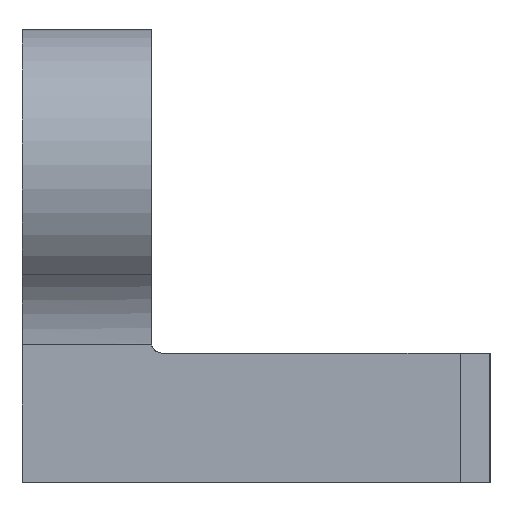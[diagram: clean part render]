
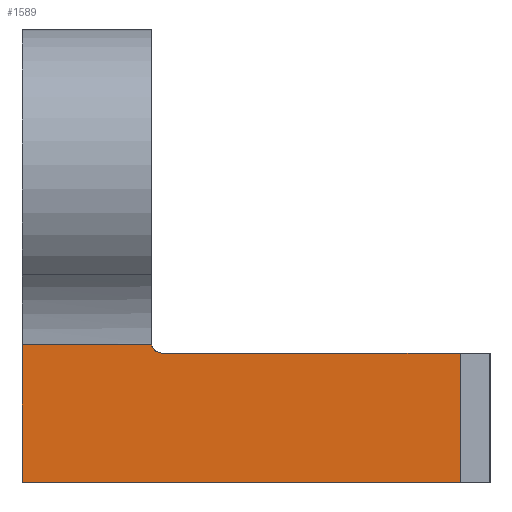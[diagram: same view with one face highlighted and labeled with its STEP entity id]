
A CAD part, left-side view. The second image highlights one B-rep face of the part: STEP entity #1589.
In plain terms, the highlighted planar face has unit normal (-1, 0, 0).
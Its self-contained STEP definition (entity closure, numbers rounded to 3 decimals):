
#11 = CARTESIAN_POINT ( 'NONE',  ( -7.5, 37., -31. ) ) ;
#50 = CARTESIAN_POINT ( 'NONE',  ( -7.5, -7., -18. ) ) ;
#65 = VERTEX_POINT ( 'NONE', #686 ) ;
#83 = VECTOR ( 'NONE', #1624, 1000. ) ;
#101 = EDGE_CURVE ( 'NONE', #368, #147, #476, .T. ) ;
#147 = VERTEX_POINT ( 'NONE', #50 ) ;
#162 = DIRECTION ( 'NONE',  ( 0., 1., 0. ) ) ;
#205 = DIRECTION ( 'NONE',  ( 0., 1., 0. ) ) ;
#247 = CARTESIAN_POINT ( 'NONE',  ( -7.5, 23., -17. ) ) ;
#283 = VECTOR ( 'NONE', #205, 1000. ) ;
#341 = CARTESIAN_POINT ( 'NONE',  ( -7.5, 23.989, -17.146 ) ) ;
#368 = VERTEX_POINT ( 'NONE', #1635 ) ;
#399 = VECTOR ( 'NONE', #602, 1000. ) ;
#446 = ORIENTED_EDGE ( 'NONE', *, *, #710, .T. ) ;
#463 = VECTOR ( 'NONE', #162, 1000. ) ;
#476 = LINE ( 'NONE', #827, #1417 ) ;
#482 = CARTESIAN_POINT ( 'NONE',  ( -7.5, 37., -31. ) ) ;
#506 = EDGE_CURVE ( 'NONE', #368, #1378, #1169, .T. ) ;
#509 = PLANE ( 'NONE',  #1576 ) ;
#570 = EDGE_LOOP ( 'NONE', ( #446, #1613, #1568, #971, #687, #1355 ) ) ;
#602 = DIRECTION ( 'NONE',  ( 0., 0., -1. ) ) ;
#612 = DIRECTION ( 'NONE',  ( 0., 0., 1. ) ) ;
#652 = EDGE_CURVE ( 'NONE', #1071, #147, #885, .T. ) ;
#686 = CARTESIAN_POINT ( 'NONE',  ( -7.5, 37., -17.146 ) ) ;
#687 = ORIENTED_EDGE ( 'NONE', *, *, #652, .F. ) ;
#694 = EDGE_CURVE ( 'NONE', #1071, #747, #953, .T. ) ;
#710 = EDGE_CURVE ( 'NONE', #747, #65, #1393, .T. ) ;
#744 = CARTESIAN_POINT ( 'NONE',  ( -7.5, -10., -31. ) ) ;
#747 = VERTEX_POINT ( 'NONE', #341 ) ;
#827 = CARTESIAN_POINT ( 'NONE',  ( -7.5, -7., -18. ) ) ;
#852 = FACE_OUTER_BOUND ( 'NONE', #570, .T. ) ;
#869 = DIRECTION ( 'NONE',  ( 0., 0., 1. ) ) ;
#872 = DIRECTION ( 'NONE',  ( 1., 0., 0. ) ) ;
#885 = LINE ( 'NONE', #1224, #83 ) ;
#953 = CIRCLE ( 'NONE', #1034, 1. ) ;
#971 = ORIENTED_EDGE ( 'NONE', *, *, #101, .T. ) ;
#1008 = CARTESIAN_POINT ( 'NONE',  ( -7.5, -10., -31. ) ) ;
#1034 = AXIS2_PLACEMENT_3D ( 'NONE', #247, #872, #1223 ) ;
#1071 = VERTEX_POINT ( 'NONE', #1141 ) ;
#1141 = CARTESIAN_POINT ( 'NONE',  ( -7.5, 23., -18. ) ) ;
#1169 = LINE ( 'NONE', #1008, #283 ) ;
#1223 = DIRECTION ( 'NONE',  ( 0., 0., 1. ) ) ;
#1224 = CARTESIAN_POINT ( 'NONE',  ( -7.5, -10., -18. ) ) ;
#1355 = ORIENTED_EDGE ( 'NONE', *, *, #694, .T. ) ;
#1378 = VERTEX_POINT ( 'NONE', #11 ) ;
#1393 = LINE ( 'NONE', #1679, #463 ) ;
#1417 = VECTOR ( 'NONE', #612, 1000. ) ;
#1445 = EDGE_CURVE ( 'NONE', #65, #1378, #1528, .T. ) ;
#1528 = LINE ( 'NONE', #482, #399 ) ;
#1568 = ORIENTED_EDGE ( 'NONE', *, *, #506, .F. ) ;
#1576 = AXIS2_PLACEMENT_3D ( 'NONE', #744, #1626, #869 ) ;
#1589 = ADVANCED_FACE ( 'NONE', ( #852 ), #509, .T. ) ;
#1613 = ORIENTED_EDGE ( 'NONE', *, *, #1445, .T. ) ;
#1624 = DIRECTION ( 'NONE',  ( 0., -1., 0. ) ) ;
#1626 = DIRECTION ( 'NONE',  ( -1., 0., 0. ) ) ;
#1635 = CARTESIAN_POINT ( 'NONE',  ( -7.5, -7., -31. ) ) ;
#1679 = CARTESIAN_POINT ( 'NONE',  ( -7.5, -10., -17.146 ) ) ;
